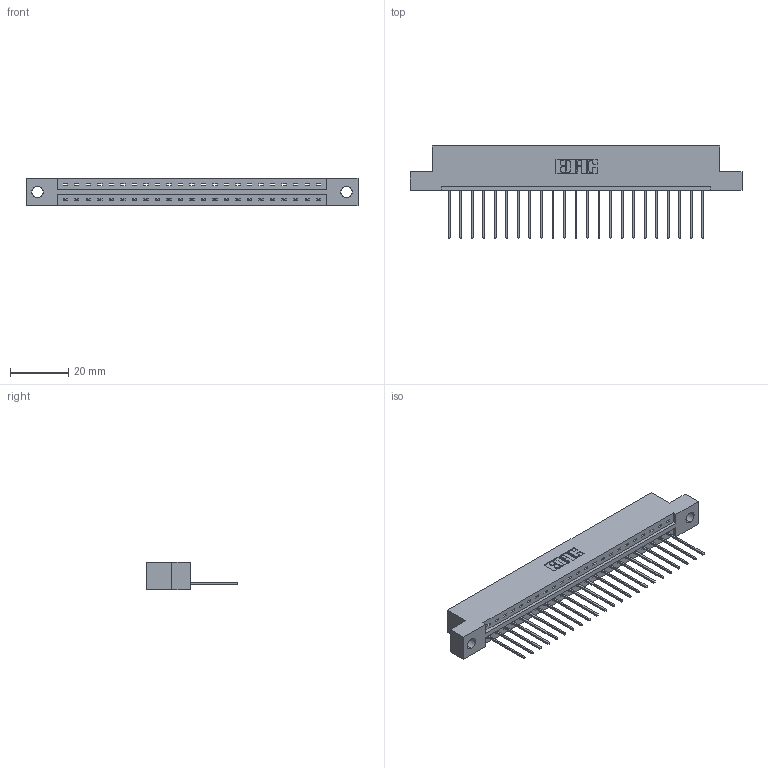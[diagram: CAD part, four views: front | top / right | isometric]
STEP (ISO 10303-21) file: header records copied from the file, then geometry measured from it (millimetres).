
FILE_DESCRIPTION (( 'STEP AP203' ), '1' );
FILE_NAME ('387-023-542-104.STEP', '2019-10-03T03:10:44', ( '' ), ( '' ), 'SwSTEP 2.0', 'SolidWorks 2016', '' );
FILE_SCHEMA (( 'CONFIG_CONTROL_DESIGN' ));
Length unit declared in the file: inch
Products named in the file (3): 337 Part_Flush Mounting Lugs - 0.156 Dia-TH; 345-292-001_345-293-142; 387-023-542-104
Assembly tree (24 placements, depth 2):
  387-023-542-104
    337 Part_Flush Mounting Lugs - 0.156 Dia-TH
    345-292-001_345-293-142  x23
Bounding box: 114.15 x 31.63 x 9.4 mm (x, y, z)
Volume: 11589.3 mm3; surface area: 12002.2 mm2
Topology: 24 solids, 24 shells, 1540 faces, 4635 edges, 3058 vertices
Faces by surface type: plane 1128, cylinder 412
Entity records: 19575 total; most frequent: CARTESIAN_POINT 3415, ORIENTED_EDGE 3374, DIRECTION 2913, EDGE_CURVE 1687, VECTOR 1559, LINE 1559, VERTEX_POINT 1122, AXIS2_PLACEMENT_3D 677
